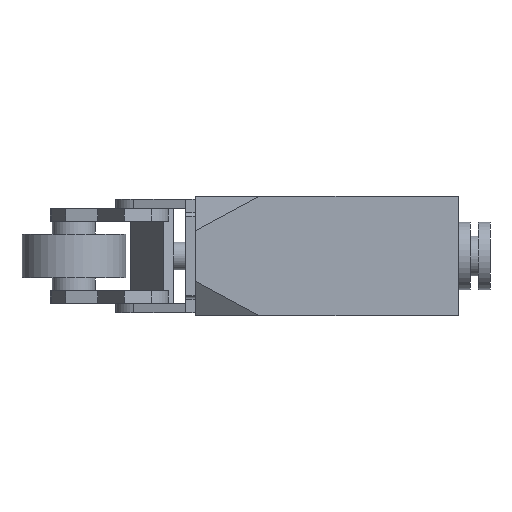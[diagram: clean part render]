
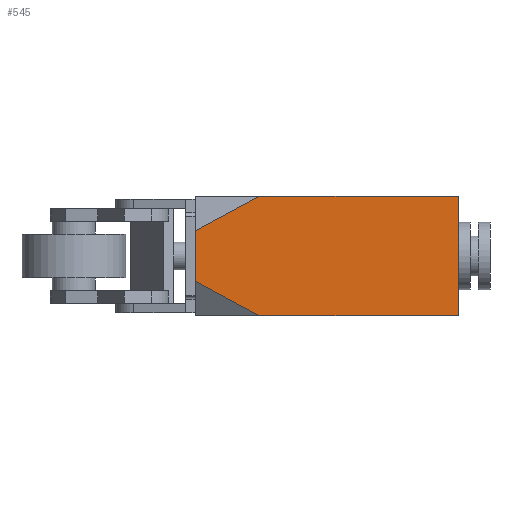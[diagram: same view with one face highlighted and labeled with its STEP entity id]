
A CAD part, left-side view. The second image highlights one B-rep face of the part: STEP entity #545.
In plain terms, the highlighted planar face has unit normal (-1, 0, 0).
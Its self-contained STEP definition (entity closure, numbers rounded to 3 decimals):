
#545 = ADVANCED_FACE( '', ( #1181 ), #1182, .F. );
#1181 = FACE_OUTER_BOUND( '', #1929, .T. );
#1182 = PLANE( '', #1930 );
#1929 = EDGE_LOOP( '', ( #3341, #3342, #3343, #3344, #3345, #3346, #3347, #3348 ) );
#1930 = AXIS2_PLACEMENT_3D( '', #3349, #3350, #3351 );
#3341 = ORIENTED_EDGE( '', *, *, #4868, .T. );
#3342 = ORIENTED_EDGE( '', *, *, #4409, .T. );
#3343 = ORIENTED_EDGE( '', *, *, #4871, .T. );
#3344 = ORIENTED_EDGE( '', *, *, #4545, .T. );
#3345 = ORIENTED_EDGE( '', *, *, #4851, .F. );
#3346 = ORIENTED_EDGE( '', *, *, #4872, .T. );
#3347 = ORIENTED_EDGE( '', *, *, #4873, .F. );
#3348 = ORIENTED_EDGE( '', *, *, #4874, .F. );
#3349 = CARTESIAN_POINT( '', ( -15., 0., 7.5 ) );
#3350 = DIRECTION( '', ( 1., 0., 0. ) );
#3351 = DIRECTION( '', ( 0., 0., -1. ) );
#4409 = EDGE_CURVE( '', #5280, #5284, #5286, .T. );
#4545 = EDGE_CURVE( '', #5507, #5512, #5514, .T. );
#4851 = EDGE_CURVE( '', #5975, #5512, #5976, .T. );
#4868 = EDGE_CURVE( '', #5998, #5280, #6000, .T. );
#4871 = EDGE_CURVE( '', #5284, #5507, #6003, .T. );
#4872 = EDGE_CURVE( '', #5975, #6004, #6005, .T. );
#4873 = EDGE_CURVE( '', #6006, #6004, #6007, .T. );
#4874 = EDGE_CURVE( '', #5998, #6006, #6008, .T. );
#5280 = VERTEX_POINT( '', #6524 );
#5284 = VERTEX_POINT( '', #6530 );
#5286 = LINE( '', #6533, #6534 );
#5507 = VERTEX_POINT( '', #6842 );
#5512 = VERTEX_POINT( '', #6849 );
#5514 = LINE( '', #6852, #6853 );
#5975 = VERTEX_POINT( '', #7584 );
#5976 = LINE( '', #7585, #7586 );
#5998 = VERTEX_POINT( '', #7615 );
#6000 = LINE( '', #7618, #7619 );
#6003 = LINE( '', #7622, #7623 );
#6004 = VERTEX_POINT( '', #7624 );
#6005 = LINE( '', #7625, #7626 );
#6006 = VERTEX_POINT( '', #7627 );
#6007 = LINE( '', #7628, #7629 );
#6008 = LINE( '', #7630, #7631 );
#6524 = CARTESIAN_POINT( '', ( -15., -8., 7.457 ) );
#6530 = CARTESIAN_POINT( '', ( -15., 0., 3.17 ) );
#6533 = CARTESIAN_POINT( '', ( -15., -1.803, 4.136 ) );
#6534 = VECTOR( '', #8195, 1000. );
#6842 = CARTESIAN_POINT( '', ( -15., 0., -3.17 ) );
#6849 = CARTESIAN_POINT( '', ( -15., -8., -7.457 ) );
#6852 = CARTESIAN_POINT( '', ( -15., 4.442, -0.789 ) );
#6853 = VECTOR( '', #8337, 1000. );
#7584 = CARTESIAN_POINT( '', ( -15., -8., -7.5 ) );
#7585 = CARTESIAN_POINT( '', ( -15., -8., 7.5 ) );
#7586 = VECTOR( '', #8704, 1000. );
#7615 = CARTESIAN_POINT( '', ( -15., -8., 7.5 ) );
#7618 = CARTESIAN_POINT( '', ( -15., -8., 7.5 ) );
#7619 = VECTOR( '', #8722, 1000. );
#7622 = CARTESIAN_POINT( '', ( -15., 0., 7.5 ) );
#7623 = VECTOR( '', #8723, 1000. );
#7624 = CARTESIAN_POINT( '', ( -15., -33., -7.5 ) );
#7625 = CARTESIAN_POINT( '', ( -15., 0., -7.5 ) );
#7626 = VECTOR( '', #8724, 1000. );
#7627 = CARTESIAN_POINT( '', ( -15., -33., 7.5 ) );
#7628 = CARTESIAN_POINT( '', ( -15., -33., 7.5 ) );
#7629 = VECTOR( '', #8725, 1000. );
#7630 = CARTESIAN_POINT( '', ( -15., 0., 7.5 ) );
#7631 = VECTOR( '', #8726, 1000. );
#8195 = DIRECTION( '', ( 0., 0.881, -0.472 ) );
#8337 = DIRECTION( '', ( 0., -0.881, -0.472 ) );
#8704 = DIRECTION( '', ( 0., 0., 1. ) );
#8722 = DIRECTION( '', ( 0., 0., -1. ) );
#8723 = DIRECTION( '', ( 0., 0., -1. ) );
#8724 = DIRECTION( '', ( 0., -1., 0. ) );
#8725 = DIRECTION( '', ( 0., 0., -1. ) );
#8726 = DIRECTION( '', ( 0., -1., 0. ) );
